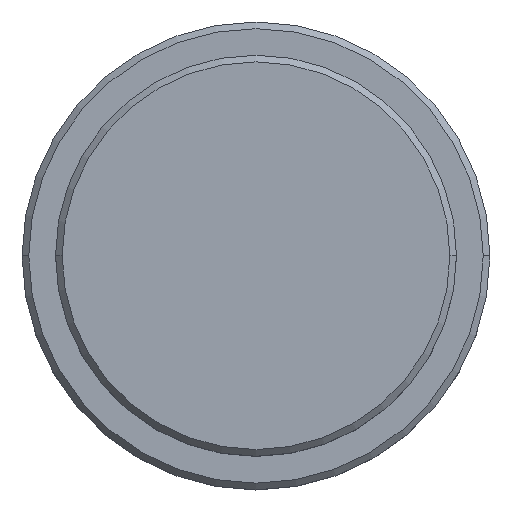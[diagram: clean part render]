
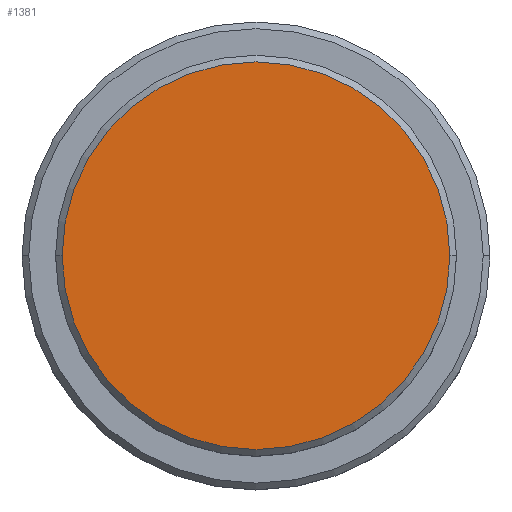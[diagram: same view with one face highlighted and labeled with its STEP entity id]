
A CAD part, top view. The second image highlights one B-rep face of the part: STEP entity #1381.
In plain terms, the highlighted planar face has unit normal (0, 0, 1).
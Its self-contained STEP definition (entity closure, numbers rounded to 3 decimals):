
#25 = DIRECTION ( 'NONE',  ( 1., 0., 0. ) ) ;
#155 = CIRCLE ( 'NONE', #520, 14.5 ) ;
#162 = CARTESIAN_POINT ( 'NONE',  ( -14.5, 0., 0. ) ) ;
#179 = DIRECTION ( 'NONE',  ( 1., 0., 0. ) ) ;
#237 = ORIENTED_EDGE ( 'NONE', *, *, #1191, .T. ) ;
#454 = EDGE_LOOP ( 'NONE', ( #237, #944 ) ) ;
#482 = VERTEX_POINT ( 'NONE', #162 ) ;
#503 = CARTESIAN_POINT ( 'NONE',  ( 14.5, 0., 0. ) ) ;
#520 = AXIS2_PLACEMENT_3D ( 'NONE', #1016, #1113, #25 ) ;
#545 = VERTEX_POINT ( 'NONE', #503 ) ;
#584 = CIRCLE ( 'NONE', #725, 14.5 ) ;
#590 = FACE_OUTER_BOUND ( 'NONE', #454, .T. ) ;
#610 = DIRECTION ( 'NONE',  ( 1., 0., 0. ) ) ;
#618 = DIRECTION ( 'NONE',  ( 0., 0., 1. ) ) ;
#725 = AXIS2_PLACEMENT_3D ( 'NONE', #1026, #812, #179 ) ;
#812 = DIRECTION ( 'NONE',  ( 0., 0., 1. ) ) ;
#944 = ORIENTED_EDGE ( 'NONE', *, *, #1307, .T. ) ;
#1016 = CARTESIAN_POINT ( 'NONE',  ( 0., 0., 0. ) ) ;
#1026 = CARTESIAN_POINT ( 'NONE',  ( 0., 0., 0. ) ) ;
#1113 = DIRECTION ( 'NONE',  ( 0., 0., 1. ) ) ;
#1151 = PLANE ( 'NONE',  #1388 ) ;
#1191 = EDGE_CURVE ( 'NONE', #482, #545, #155, .T. ) ;
#1247 = CARTESIAN_POINT ( 'NONE',  ( 0., 0., 0. ) ) ;
#1307 = EDGE_CURVE ( 'NONE', #545, #482, #584, .T. ) ;
#1381 = ADVANCED_FACE ( 'NONE', ( #590 ), #1151, .T. ) ;
#1388 = AXIS2_PLACEMENT_3D ( 'NONE', #1247, #618, #610 ) ;
